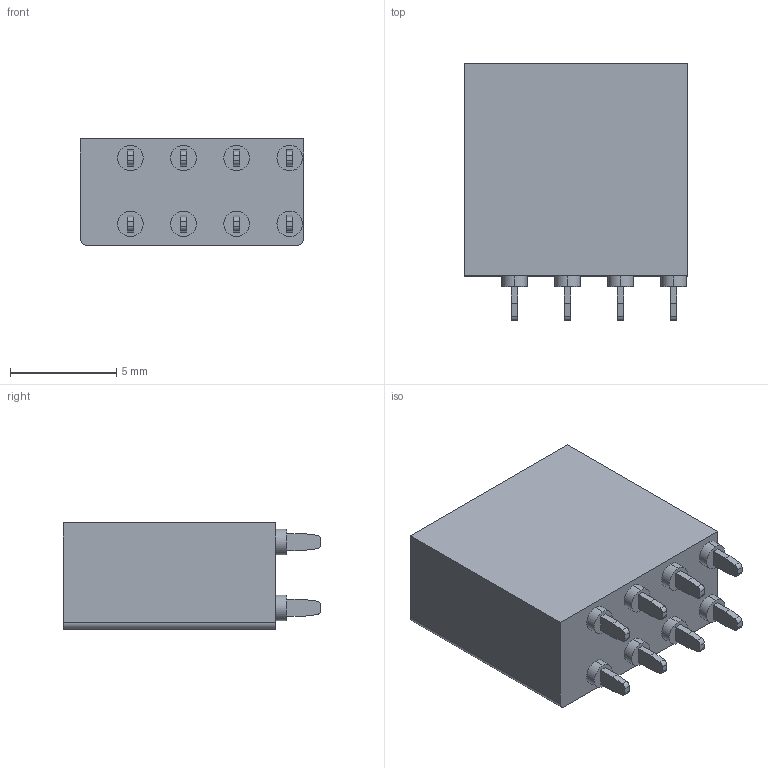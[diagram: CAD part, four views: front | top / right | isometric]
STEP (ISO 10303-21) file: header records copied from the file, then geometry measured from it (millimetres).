
FILE_DESCRIPTION (( 'STEP AP214' ), '1' );
FILE_NAME ('1770979.STEP', '2023-08-07T18:00:10', ( '' ), ( '' ), 'SwSTEP 2.0', 'SolidWorks 2021', '' );
FILE_SCHEMA (( 'AUTOMOTIVE_DESIGN' ));
Length unit declared in the file: millimetre
Products named in the file (1): 1770979
Bounding box: 10.5 x 12.1 x 5 mm (x, y, z)
Volume: 489.3 mm3; surface area: 544.2 mm2
Topology: 1 solids, 1 shells, 316 faces, 774 edges, 488 vertices
Faces by surface type: plane 146, cylinder 138, cone 32
Entity records: 10624 total; most frequent: CARTESIAN_POINT 1939, DIRECTION 1636, ORIENTED_EDGE 1548, EDGE_CURVE 774, AXIS2_PLACEMENT_3D 569, VECTOR 498, LINE 498, VERTEX_POINT 488
